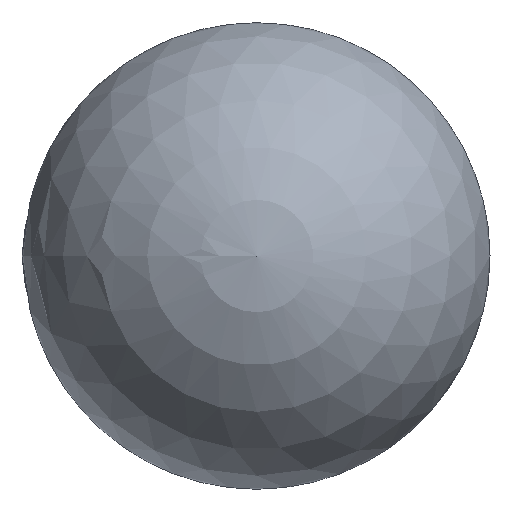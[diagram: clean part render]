
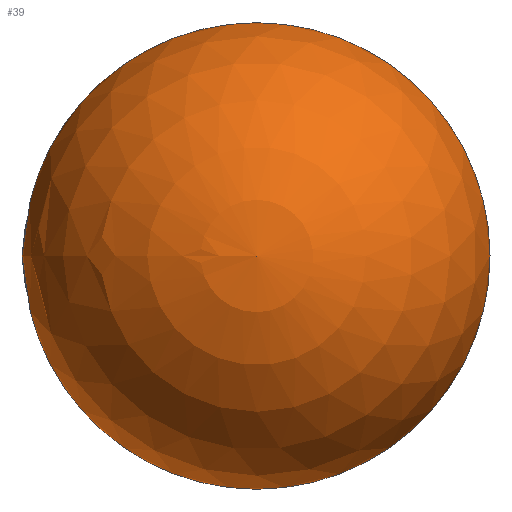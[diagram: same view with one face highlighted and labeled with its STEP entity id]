
A CAD part, left-side view. The second image highlights one B-rep face of the part: STEP entity #39.
In plain terms, the highlighted spherical face has radius 17.5 mm.
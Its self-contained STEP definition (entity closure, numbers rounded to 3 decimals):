
#39 = ADVANCED_FACE( '', ( #77, #78 ), #79, .T. );
#77 = FACE_BOUND( '', #111, .T. );
#78 = FACE_OUTER_BOUND( '', #112, .T. );
#79 = SPHERICAL_SURFACE( '', #113, 17.5 );
#111 = VERTEX_LOOP( '', #147 );
#112 = EDGE_LOOP( '', ( #148 ) );
#113 = AXIS2_PLACEMENT_3D( '', #149, #150, #151 );
#147 = VERTEX_POINT( '', #175 );
#148 = ORIENTED_EDGE( '', *, *, #170, .F. );
#149 = CARTESIAN_POINT( '', ( 17.5, 0., 0. ) );
#150 = DIRECTION( '', ( 1., 0., 0. ) );
#151 = DIRECTION( '', ( 0., 1., 0. ) );
#170 = EDGE_CURVE( '', #187, #187, #188, .T. );
#175 = CARTESIAN_POINT( '', ( 0., 0., 0. ) );
#187 = VERTEX_POINT( '', #206 );
#188 = CIRCLE( '', #207, 8.124 );
#206 = CARTESIAN_POINT( '', ( 33., 0., -8.124 ) );
#207 = AXIS2_PLACEMENT_3D( '', #225, #226, #227 );
#225 = CARTESIAN_POINT( '', ( 33., 0., 0. ) );
#226 = DIRECTION( '', ( 1., 0., 0. ) );
#227 = DIRECTION( '', ( 0., 0., -1. ) );
